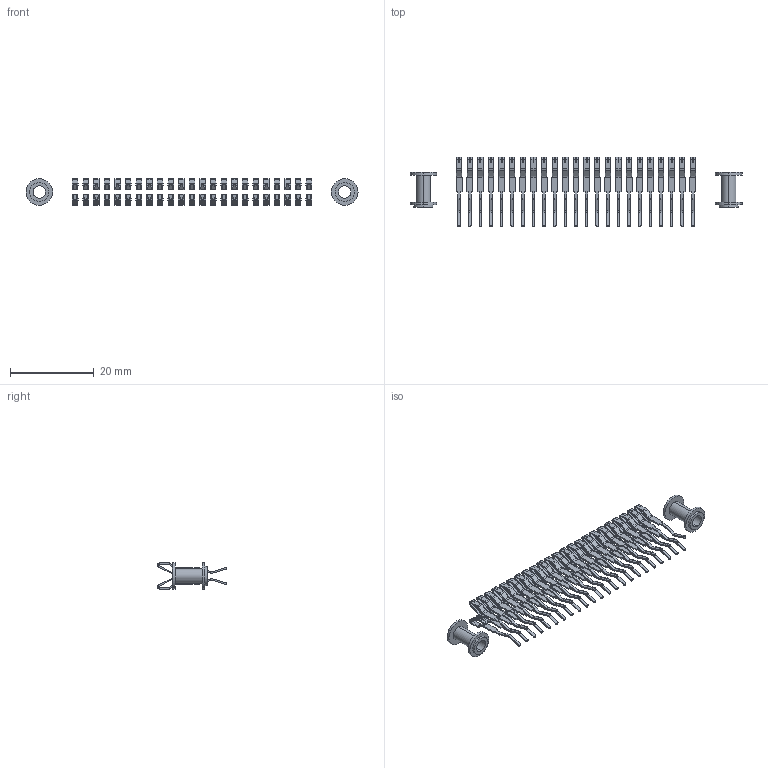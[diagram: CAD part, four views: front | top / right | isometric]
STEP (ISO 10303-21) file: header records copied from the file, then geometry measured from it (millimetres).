
FILE_DESCRIPTION (( 'STEP AP203' ), '1' );
FILE_NAME ('391-046-556-203.STEP', '2018-08-09T03:34:52', ( '' ), ( '' ), 'SwSTEP 2.0', 'SolidWorks 2016', '' );
FILE_SCHEMA (( 'CONFIG_CONTROL_DESIGN' ));
Length unit declared in the file: inch
Products named in the file (4): 341 Part_.156 (3.96) Dia Mounting Holes; 341-292-001_341-292-156; 345-250-002_345-250-002-102; 391-046-556-203
Assembly tree (49 placements, depth 2):
  391-046-556-203
    341 Part_.156 (3.96) Dia Mounting Holes
    341-292-001_341-292-156  x46
    345-250-002_345-250-002-102  x2
Bounding box: 79.38 x 16.56 x 6.35 mm (x, y, z)
Volume: 451.1 mm3; surface area: 3559.2 mm2
Topology: 48 solids, 48 shells, 2522 faces, 7344 edges, 4832 vertices
Faces by surface type: plane 1344, cylinder 1170, cone 8
Entity records: 31571 total; most frequent: CARTESIAN_POINT 5230, ORIENTED_EDGE 5186, DIRECTION 5109, EDGE_CURVE 2593, LINE 2059, VECTOR 2059, VERTEX_POINT 1646, AXIS2_PLACEMENT_3D 1525
